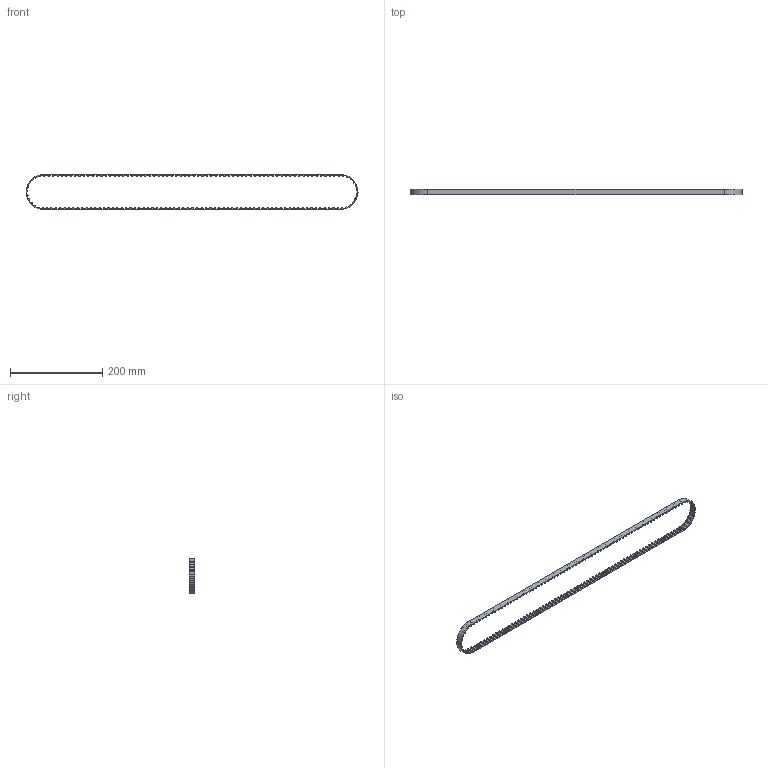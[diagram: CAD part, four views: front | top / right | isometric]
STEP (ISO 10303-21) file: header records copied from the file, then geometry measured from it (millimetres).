
FILE_DESCRIPTION (( 'STEP AP214' ), '1' );
FILE_NAME ('600L050NG.step', '2015-04-08T22:58:29', ( '' ), ( '' ), 'SwSTEP 2.0', 'SolidWorks 2014', '' );
FILE_SCHEMA (( 'AUTOMOTIVE_DESIGN' ));
Length unit declared in the file: inch
Products named in the file (1): 600L050NG
Bounding box: 718.51 x 12.7 x 76.2 mm (x, y, z)
Volume: 44687.3 mm3; surface area: 50265.7 mm2
Topology: 1 solids, 1 shells, 1298 faces, 3888 edges, 2592 vertices
Faces by surface type: cylinder 680, plane 618
Entity records: 44196 total; most frequent: DIRECTION 7846, CARTESIAN_POINT 7779, ORIENTED_EDGE 7776, EDGE_CURVE 3888, AXIS2_PLACEMENT_3D 2659, VERTEX_POINT 2592, LINE 2528, VECTOR 2528
